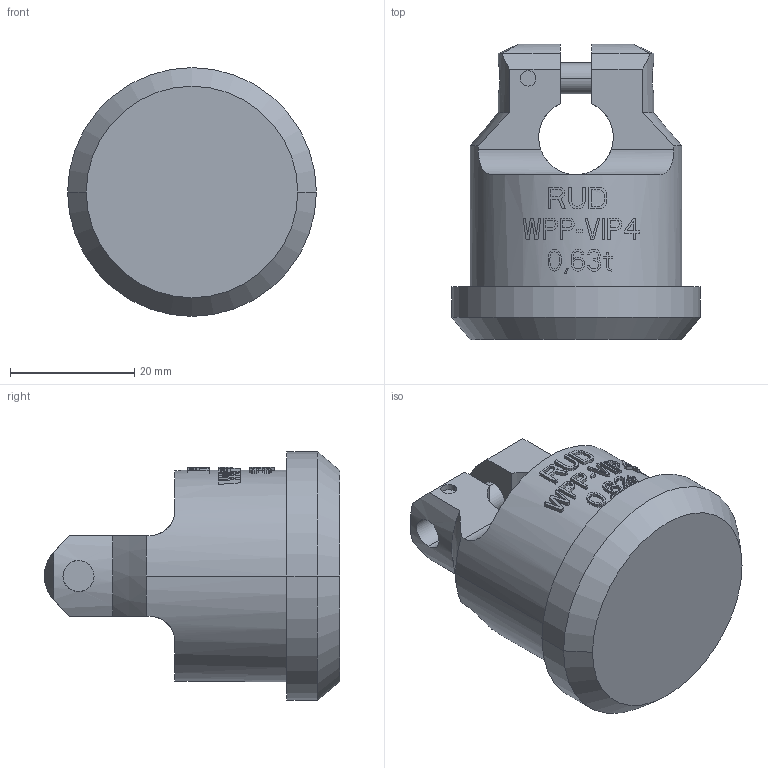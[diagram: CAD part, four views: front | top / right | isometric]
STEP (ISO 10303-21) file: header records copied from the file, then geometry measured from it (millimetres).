
FILE_DESCRIPTION((''),'2;1');
FILE_NAME('001-M31440-P02_ASM','2004-10-11T',('Haas'),(''),'PRO/ENGINEER BY PARAMETRIC TECHNOLOGY CORPORATION, 2003450','PRO/ENGINEER BY PARAMETRIC TECHNOLOGY CORPORATION, 2003450','');
FILE_SCHEMA(('CONFIG_CONTROL_DESIGN'));
Length unit declared in the file: millimetre
Products named in the file (3): 001-M31440-006; 001-M31440-011; 001-M31440-P02_ASM
Assembly tree (2 placements, depth 2):
  001-M31440-P02_ASM
    001-M31440-006
    001-M31440-011
Bounding box: 40 x 47.5 x 40 mm (x, y, z)
Volume: 31406.5 mm3; surface area: 9007.7 mm2
Topology: 2 solids, 2 shells, 448 faces, 1244 edges, 828 vertices
Faces by surface type: plane 395, cylinder 47, cone 6
Entity records: 14427 total; most frequent: CARTESIAN_POINT 3705, ORIENTED_EDGE 2488, DIRECTION 1806, EDGE_CURVE 1244, VERTEX_POINT 828, AXIS2_PLACEMENT_3D 631, VECTOR 544, LINE 544
